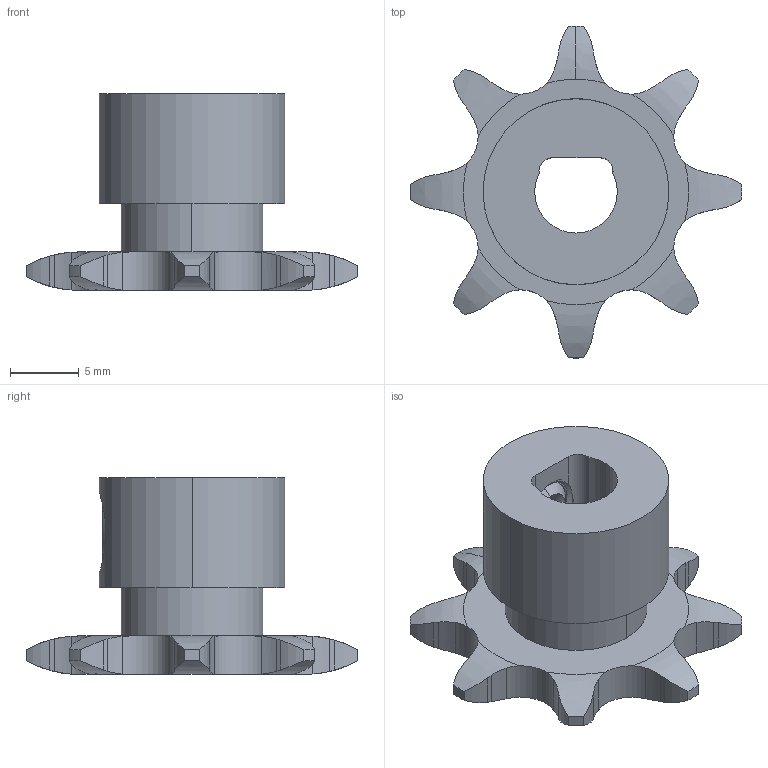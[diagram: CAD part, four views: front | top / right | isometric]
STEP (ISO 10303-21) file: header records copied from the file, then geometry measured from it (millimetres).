
FILE_DESCRIPTION (( 'STEP AP203' ), '1' );
FILE_NAME ('3306-1006-0008 assembly.STEP', '2018-04-13T15:16:27', ( '' ), ( '' ), 'SwSTEP 2.0', 'SolidWorks 2016', '' );
FILE_SCHEMA (( 'CONFIG_CONTROL_DESIGN' ));
Length unit declared in the file: millimetre
Products named in the file (3): 3306-1006-0008 assembly; 3306-1006-0008_2302K79; 2806-0005-0004_91390A117
Assembly tree (2 placements, depth 2):
  3306-1006-0008 assembly
    3306-1006-0008_2302K79
    2806-0005-0004_91390A117
Bounding box: 24.11 x 24.11 x 14.3 mm (x, y, z)
Volume: 1785.2 mm3; surface area: 1756 mm2
Topology: 2 solids, 2 shells, 167 faces, 466 edges, 301 vertices
Faces by surface type: cylinder 90, plane 35, cone 18, torus 18, bspline 6
Entity records: 9536 total; most frequent: CARTESIAN_POINT 5380, ORIENTED_EDGE 924, DIRECTION 683, EDGE_CURVE 462, VERTEX_POINT 301, AXIS2_PLACEMENT_3D 273, EDGE_LOOP 173, FACE_OUTER_BOUND 167
